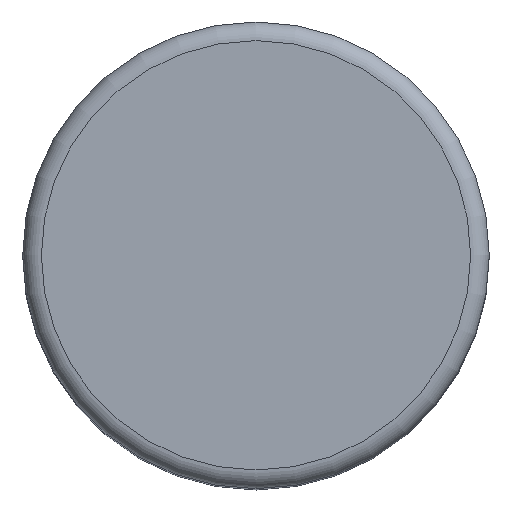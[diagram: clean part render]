
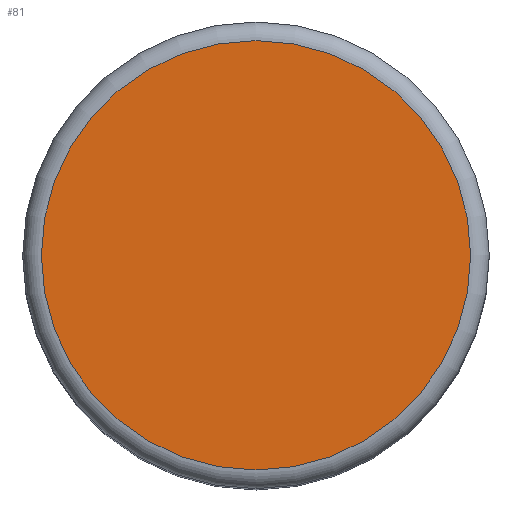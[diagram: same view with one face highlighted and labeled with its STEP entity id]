
A CAD part, top view. The second image highlights one B-rep face of the part: STEP entity #81.
In plain terms, the highlighted planar face has unit normal (0, 0, 1).
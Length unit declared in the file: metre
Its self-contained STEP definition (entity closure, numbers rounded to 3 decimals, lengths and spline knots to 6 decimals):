
#73 = EDGE_CURVE( '', #156, #156, #157, .T. );
#81 = ADVANCED_FACE( '', ( #169 ), #170, .T. );
#156 = VERTEX_POINT( '', #257 );
#157 = CIRCLE( '', #258, 0.0023 );
#169 = FACE_OUTER_BOUND( '', #271, .T. );
#170 = PLANE( '', #272 );
#257 = CARTESIAN_POINT( '', ( 0., -0.002302, 0.008511 ) );
#258 = AXIS2_PLACEMENT_3D( '', #357, #358, #359 );
#271 = EDGE_LOOP( '', ( #375 ) );
#272 = AXIS2_PLACEMENT_3D( '', #376, #377, #378 );
#357 = CARTESIAN_POINT( '', ( 0., -0.000002, 0.008511 ) );
#358 = DIRECTION( '', ( 0., 0., 1. ) );
#359 = DIRECTION( '', ( 0., -1., 0. ) );
#375 = ORIENTED_EDGE( '', *, *, #73, .T. );
#376 = CARTESIAN_POINT( '', ( 0., -0.000002, 0.008511 ) );
#377 = DIRECTION( '', ( 0., 0., 1. ) );
#378 = DIRECTION( '', ( 1., 0., 0. ) );
